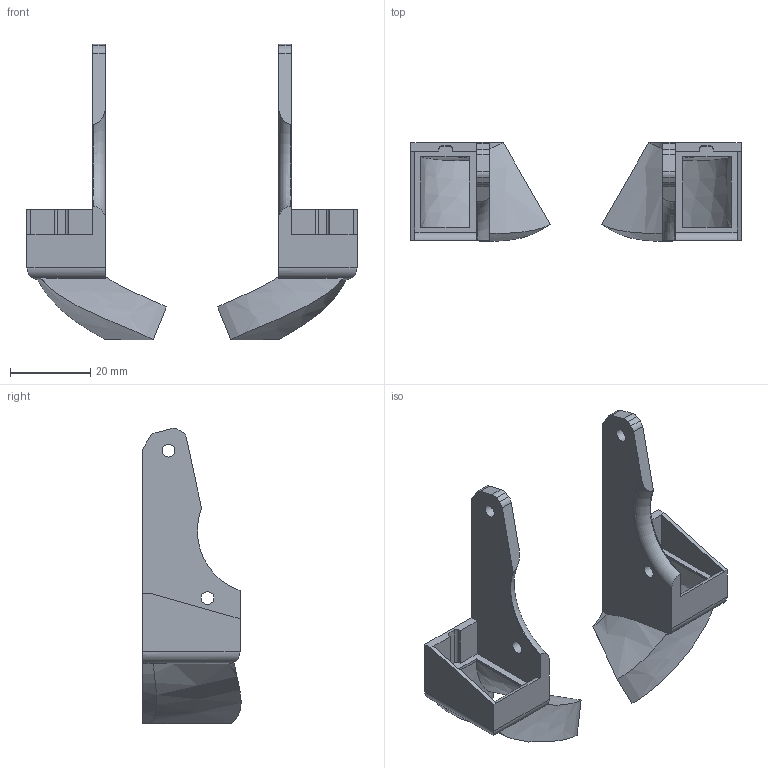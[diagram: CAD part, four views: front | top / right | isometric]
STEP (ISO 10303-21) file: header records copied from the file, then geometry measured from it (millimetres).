
FILE_DESCRIPTION(/* description */ ('STEP AP242','CAx-IF Rec.Pracs.---Representation and Presentation of Product Manufacturing Information (PMI)---4.0---2014-10-13','CAx-IF Rec.Pracs.---3D Tessellated Geometry---0.4---2014-09-14','2;1'),/* implementation_level */ '2;1');
FILE_NAME(/* name */ '67e988bc821d8c78026dcb60',/* time_stamp */ '2025-03-30T18:09:00Z',/* author */ (''),/* organization */ (''),/* preprocessor_version */ 'ST-DEVELOPER v20',/* originating_system */ 'ONSHAPE BY PTC INC, 1.195',/* authorisation */ ' ');
FILE_SCHEMA (('AP242_MANAGED_MODEL_BASED_3D_ENGINEERING_MIM_LF { 1 0 10303 442 1 1 4 }'));
Length unit declared in the file: metre
Products named in the file (2): 5015 Left Duct; 5015 Right Duct
Bounding box: 82.4 x 24.61 x 73.72 mm (x, y, z)
Volume: 13554.5 mm3; surface area: 13237.5 mm2
Topology: 2 solids, 2 shells, 96 faces, 264 edges, 172 vertices
Faces by surface type: plane 52, cylinder 24, bspline 18, torus 2
Full cylindrical faces by diameter (mm): 3.2 x4
Entity records: 4293 total; most frequent: CARTESIAN_POINT 1942, ORIENTED_EDGE 520, DIRECTION 400, EDGE_CURVE 260, VERTEX_POINT 172, LINE 144, VECTOR 144, AXIS2_PLACEMENT_3D 128
